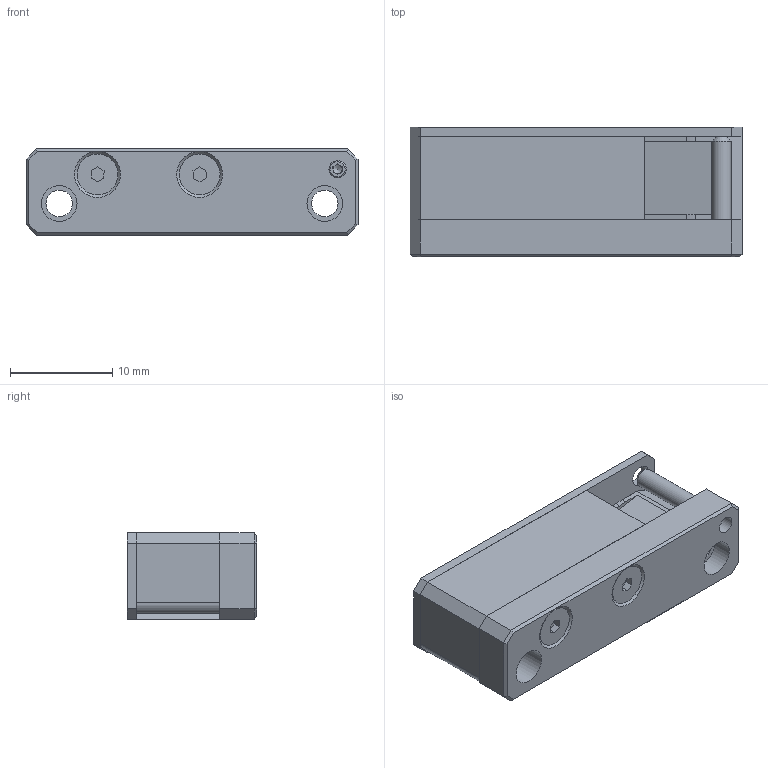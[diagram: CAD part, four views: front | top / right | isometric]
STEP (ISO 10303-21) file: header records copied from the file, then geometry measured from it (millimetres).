
FILE_DESCRIPTION(/* description */ (''),/* implementation_level */ '2;1');
FILE_NAME(/* name */ 'A_9402_0060_01_A.stp',/* time_stamp */ '2014-10-23T16:35:52+01:00',/* author */ (''),/* organization */ (''),/* preprocessor_version */ 'ST-DEVELOPER v11',/* originating_system */ 'SIEMENS PLM Software NX 7.5',/* authorisation */ '');
FILE_SCHEMA (('AUTOMOTIVE_DESIGN { 1 0 10303 214 1 1 1 1 }'));
Length unit declared in the file: millimetre
Products named in the file (10): P-LA01-0036_A; P-SC13-0210_A; P50146_A; M-1015-8148-01_C; P-SC56-0206_A; M-9402-0059-01_C; M-9402-0058-01_D; M-9402-0057-01_C; M-9402-0076-01_A; A-9402-0060-01_A
Assembly tree (10 placements, depth 3):
  A-9402-0060-01_A
    M-9402-0057-01_C
    M-9402-0058-01_D
    M-9402-0059-01_C
    P-SC56-0206_A  x2
    M-1015-8148-01_C
    P50146_A
    M-9402-0076-01_A
      P-LA01-0036_A
    P-SC13-0210_A
Bounding box: 32.5 x 12.7 x 8.45 mm (x, y, z)
Volume: 2771.9 mm3; surface area: 3112.7 mm2
Topology: 6 solids, 6 shells, 133 faces, 306 edges, 196 vertices
Faces by surface type: plane 85, cylinder 37, cone 11
Full cylindrical faces by diameter (mm): 1.425 x5, 1.5 x5, 1.7 x3, 1.85 x5, 1.886 x1, 2 x2, 2.1 x3, 2.6 x2, 3.5 x4, 4 x2
Entity records: 3411 total; most frequent: DIRECTION 575, CARTESIAN_POINT 533, ORIENTED_EDGE 460, EDGE_CURVE 230, AXIS2_PLACEMENT_3D 214, EDGE_LOOP 197, VERTEX_POINT 172, LINE 147
